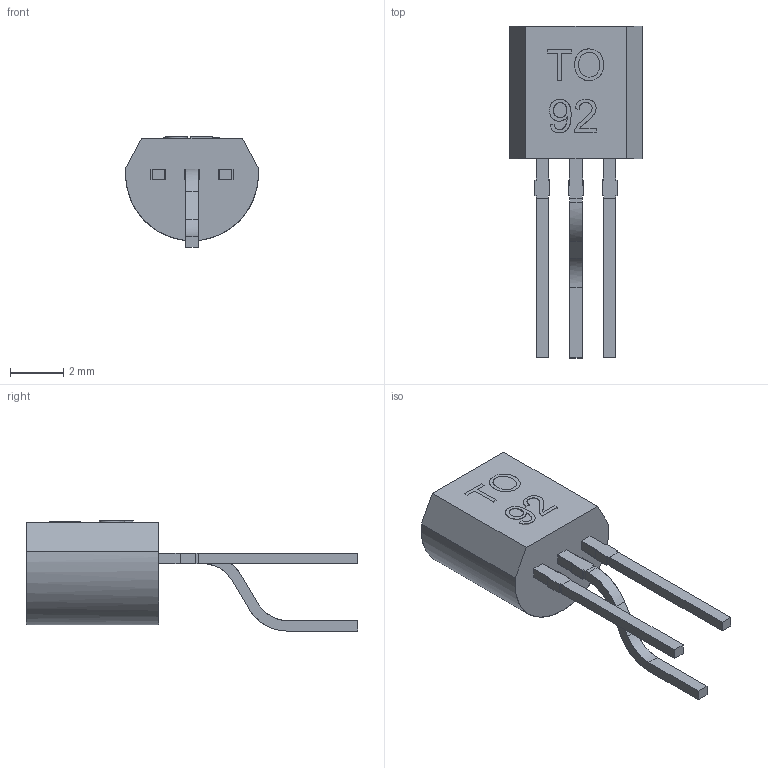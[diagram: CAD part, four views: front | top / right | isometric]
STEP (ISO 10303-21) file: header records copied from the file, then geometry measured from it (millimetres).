
FILE_DESCRIPTION(/* description */ (''),/* implementation_level */ '2;1');
FILE_NAME(/* name */ 'TO-92-~2',/* time_stamp */ '2017-04-10T14:08:29+03:00',/* author */ (''),/* organization */ (''),/* preprocessor_version */ 'ST-DEVELOPER v15',/* originating_system */ '',/* authorisation */ '');
FILE_SCHEMA (('AUTOMOTIVE_DESIGN'));
Length unit declared in the file: millimetre
Products named in the file (5): Document; Block 04; Block 03; Block 02; Block 01
Assembly tree (4 placements, depth 2):
  Document
    Block 04
    Block 03
    Block 02
    Block 01
Bounding box: 5 x 12.5 x 4.15 mm (x, y, z)
Surface area: 153.7 mm2 (no closed solid volume)
Topology: 0 solids, 93 shells, 93 faces, 444 edges, 444 vertices
Faces by surface type: plane 77, bspline 16
Entity records: 5811 total; most frequent: CARTESIAN_POINT 2381, ORIENTED_EDGE 444, EDGE_CURVE 444, VERTEX_POINT 444, B_SPLINE_CURVE_WITH_KNOTS 408, DIRECTION 105, EDGE_LOOP 97, COLOUR_RGB 93
